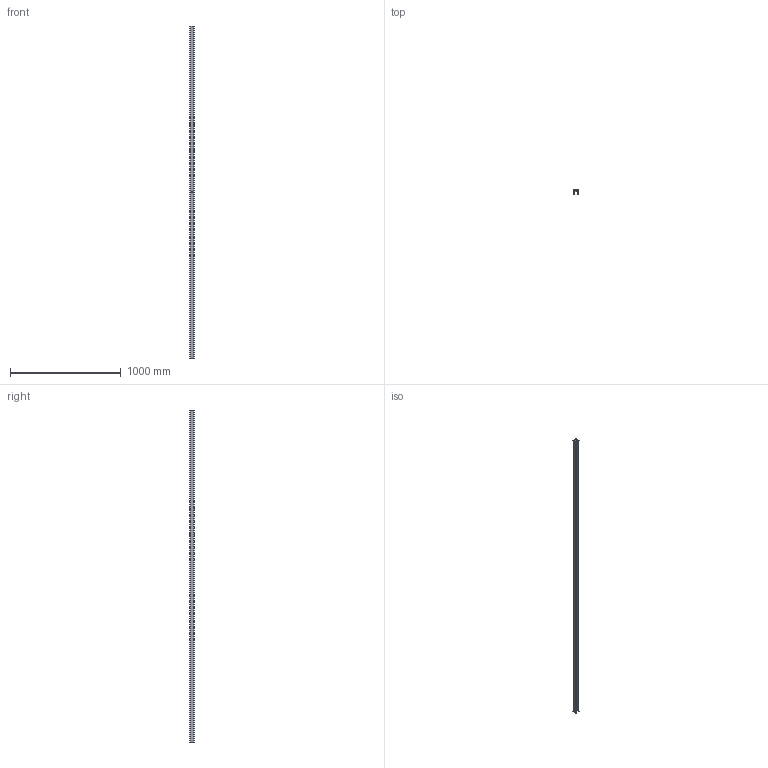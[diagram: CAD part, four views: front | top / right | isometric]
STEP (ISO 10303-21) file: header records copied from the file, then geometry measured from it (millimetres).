
FILE_DESCRIPTION (( 'STEP AP203' ), '1' );
FILE_NAME ('60337-V4A3M.step', '2022-06-27T14:59:40', ( '' ), ( '' ), 'SwSTEP 2.0', 'SolidWorks 2018', '' );
FILE_SCHEMA (( 'CONFIG_CONTROL_DESIGN' ));
Length unit declared in the file: millimetre
Products named in the file (1): 60337-V4A3M
Bounding box: 40 x 40 x 3000 mm (x, y, z)
Volume: 889684.8 mm3; surface area: 1186854.7 mm2
Topology: 1 solids, 1 shells, 331 faces, 906 edges, 604 vertices
Faces by surface type: plane 187, bspline 128, cylinder 16
Entity records: 16381 total; most frequent: CARTESIAN_POINT 8746, ORIENTED_EDGE 1812, DIRECTION 1090, EDGE_CURVE 906, VECTOR 618, LINE 618, VERTEX_POINT 604, EDGE_LOOP 360
